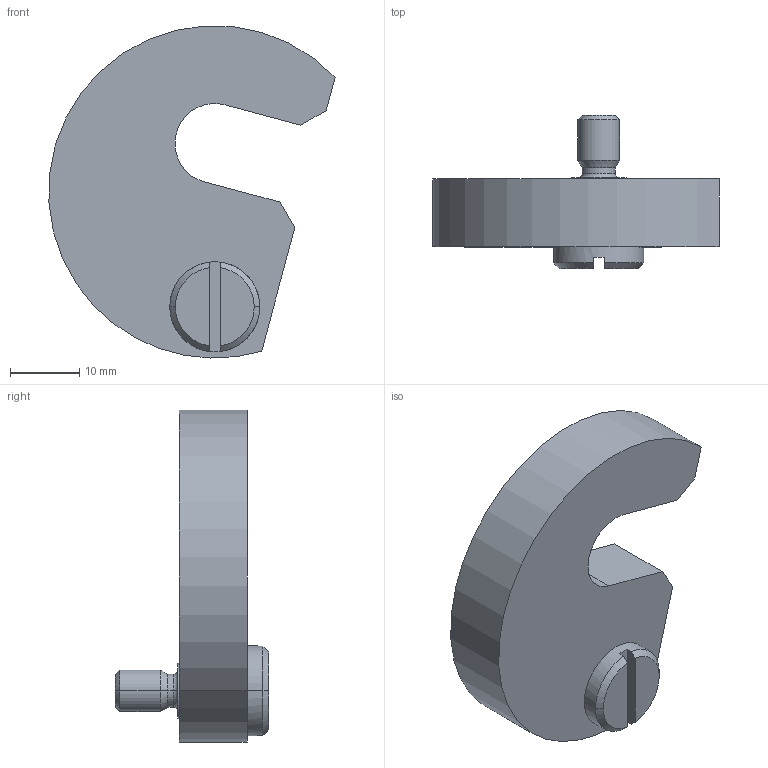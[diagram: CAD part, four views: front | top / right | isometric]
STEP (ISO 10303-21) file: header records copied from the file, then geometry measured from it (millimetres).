
FILE_DESCRIPTION(('STEP AP214'),'1');
FILE_NAME(' ',' ',('TraceParts'),('TraceParts S.A.'),'XStep 1.0',' ',' ');
FILE_SCHEMA(('automotive_design'));
Length unit declared in the file: millimetre
Products named in the file (1): 1
Bounding box: 41.33 x 22.1 x 47.94 mm (x, y, z)
Volume: 12867.9 mm3; surface area: 4522.7 mm2
Topology: 1 solids, 1 shells, 36 faces, 83 edges, 52 vertices
Faces by surface type: plane 15, cylinder 11, cone 8, torus 2
Entity records: 2006 total; most frequent: DIRECTION 189, CARTESIAN_POINT 180, STYLED_ITEM 172, PRESENTATION_STYLE_ASSIGNMENT 172, COLOUR_RGB 172, ORIENTED_EDGE 166, EDGE_CURVE 83, CURVE_STYLE 83
